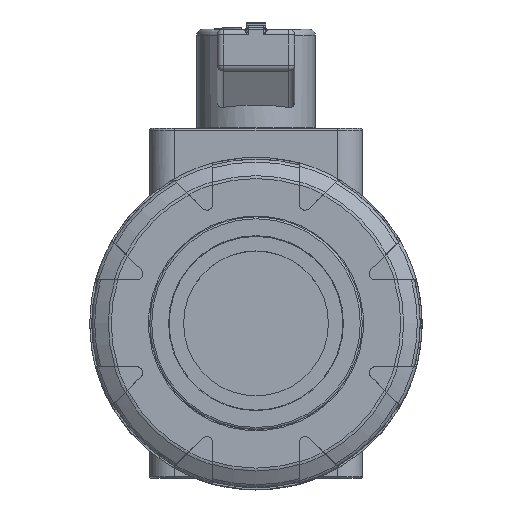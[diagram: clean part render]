
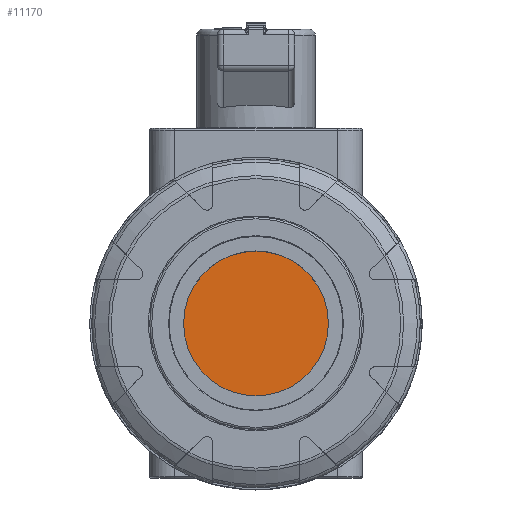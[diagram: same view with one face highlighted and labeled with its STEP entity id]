
A CAD part, top view. The second image highlights one B-rep face of the part: STEP entity #11170.
In plain terms, the highlighted planar face has unit normal (0, 0, 1).
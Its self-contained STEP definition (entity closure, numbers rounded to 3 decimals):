
#386=PLANE('',#12059);
#914=FACE_OUTER_BOUND('',#1588,.T.);
#1588=EDGE_LOOP('',(#8528));
#2170=CIRCLE('',#12060,37.5);
#4707=VERTEX_POINT('',#20191);
#6071=EDGE_CURVE('',#4707,#4707,#2170,.T.);
#8528=ORIENTED_EDGE('',*,*,#6071,.F.);
#11170=ADVANCED_FACE('',(#914),#386,.T.);
#12059=AXIS2_PLACEMENT_3D('',#20190,#14130,#14131);
#12060=AXIS2_PLACEMENT_3D('',#20192,#14132,#14133);
#14130=DIRECTION('center_axis',(0.,0.,1.));
#14131=DIRECTION('ref_axis',(1.,0.,0.));
#14132=DIRECTION('center_axis',(0.,0.,-1.));
#14133=DIRECTION('ref_axis',(-1.,0.,0.));
#20190=CARTESIAN_POINT('Origin',(-42.,0.,35.5));
#20191=CARTESIAN_POINT('',(37.5,0.,35.5));
#20192=CARTESIAN_POINT('Origin',(0.,0.,35.5));
